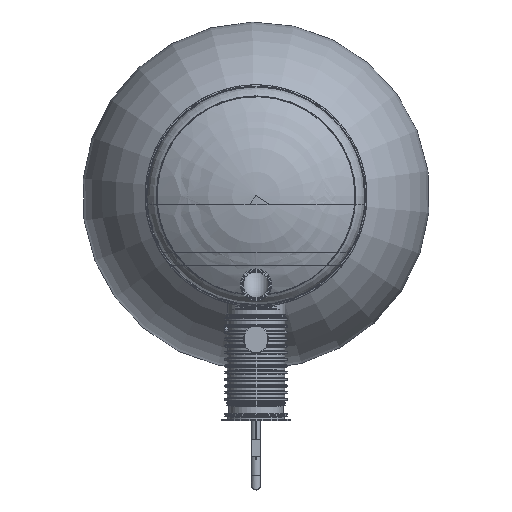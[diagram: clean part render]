
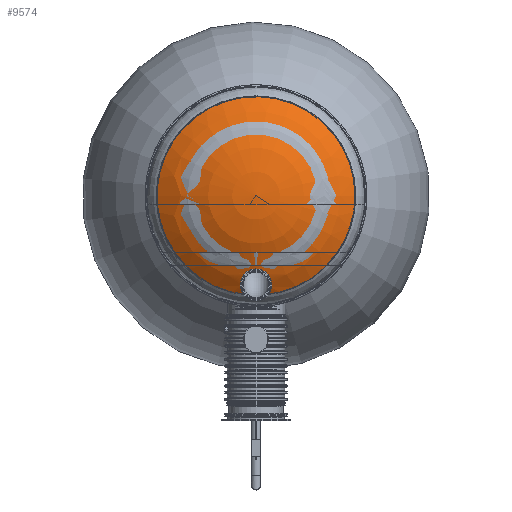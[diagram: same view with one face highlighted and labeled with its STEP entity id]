
A CAD part, left-side view. The second image highlights one B-rep face of the part: STEP entity #9574.
In plain terms, the highlighted toroidal (fillet/blend) face has major radius 3.957 mm and minor radius 2000 mm.
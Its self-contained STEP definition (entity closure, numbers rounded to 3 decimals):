
#1472=VERTEX_LOOP('',#5541);
#1474=DEGENERATE_TOROIDAL_SURFACE('',#10712,3.957,2000.,.F.);
#1486=B_SPLINE_CURVE_WITH_KNOTS('',3,(#15212,#15213,#15214,#15215,#15216,
#15217,#15218,#15219,#15220,#15221,#15222,#15223,#15224,#15225,#15226,#15227,
#15228,#15229,#15230,#15231,#15232,#15233,#15234,#15235,#15236,#15237,#15238,
#15239,#15240,#15241,#15242,#15243,#15244,#15245,#15246,#15247,#15248,#15249,
#15250,#15251,#15252,#15253,#15254,#15255,#15256,#15257,#15258,#15259,#15260,
#15261,#15262,#15263,#15264,#15265,#15266,#15267,#15268),.UNSPECIFIED.,
 .F.,.F.,(4,1,1,1,1,1,1,1,1,1,1,1,1,1,1,1,1,1,1,1,1,1,1,1,1,1,1,1,1,1,1,
1,1,1,1,1,1,1,1,1,1,1,1,1,1,1,1,1,1,1,1,1,1,1,4),(0.,0.026,
0.052,0.066,0.079,0.105,
0.118,0.131,0.157,0.184,
0.197,0.21,0.236,0.249,
0.262,0.276,0.289,0.302,
0.315,0.328,0.341,0.354,
0.367,0.38,0.387,0.394,
0.407,0.42,0.433,0.446,
0.459,0.472,0.485,0.492,
0.499,0.512,0.525,0.538,
0.551,0.564,0.577,0.59,
0.604,0.63,0.656,0.682,
0.695,0.709,0.722,0.735,
0.761,0.774,0.787,0.813,
0.84),.UNSPECIFIED.);
#1794=ORIENTED_EDGE('',*,*,#4291,.F.);
#1795=ORIENTED_EDGE('',*,*,#4292,.T.);
#4291=EDGE_CURVE('',#5539,#5540,#6498,.T.);
#4292=EDGE_CURVE('',#5539,#5540,#1486,.T.);
#5539=VERTEX_POINT('',#15210);
#5540=VERTEX_POINT('',#15211);
#5541=VERTEX_POINT('',#15269);
#6498=CIRCLE('',#10713,1151.714);
#7115=EDGE_LOOP('',(#1794,#1795));
#8268=FACE_BOUND('',#7115,.T.);
#8269=FACE_BOUND('',#1472,.T.);
#9574=ADVANCED_FACE('',(#8268,#8269),#1474,.F.);
#10712=AXIS2_PLACEMENT_3D('',#15208,#12085,#12086);
#10713=AXIS2_PLACEMENT_3D('',#15209,#12087,#12088);
#12085=DIRECTION('',(0.,0.,-1.));
#12086=DIRECTION('',(-1.,0.,0.));
#12087=DIRECTION('',(0.,0.,-1.));
#12088=DIRECTION('',(-1.,0.,0.));
#15208=CARTESIAN_POINT('',(0.,0.,-1552.241));
#15209=CARTESIAN_POINT('',(0.,0.,80.066));
#15210=CARTESIAN_POINT('',(102.42,1147.151,80.066));
#15211=CARTESIAN_POINT('',(-102.42,1147.151,80.066));
#15212=CARTESIAN_POINT('',(102.42,1147.151,80.066));
#15213=CARTESIAN_POINT('',(108.664,1141.806,83.442));
#15214=CARTESIAN_POINT('',(119.992,1130.426,90.609));
#15215=CARTESIAN_POINT('',(131.564,1114.698,100.447));
#15216=CARTESIAN_POINT('',(139.368,1101.175,108.858));
#15217=CARTESIAN_POINT('',(146.061,1087.292,117.46));
#15218=CARTESIAN_POINT('',(151.114,1072.999,126.265));
#15219=CARTESIAN_POINT('',(154.599,1058.299,135.267));
#15220=CARTESIAN_POINT('',(157.028,1043.286,144.424));
#15221=CARTESIAN_POINT('',(158.002,1024.546,155.784));
#15222=CARTESIAN_POINT('',(156.33,1005.861,167.024));
#15223=CARTESIAN_POINT('',(153.327,990.877,175.984));
#15224=CARTESIAN_POINT('',(149.228,976.126,184.772));
#15225=CARTESIAN_POINT('',(143.56,961.92,193.188));
#15226=CARTESIAN_POINT('',(136.268,948.235,201.254));
#15227=CARTESIAN_POINT('',(129.956,938.251,207.118));
#15228=CARTESIAN_POINT('',(122.744,928.562,212.791));
#15229=CARTESIAN_POINT('',(114.841,919.49,218.086));
#15230=CARTESIAN_POINT('',(106.211,910.989,223.035));
#15231=CARTESIAN_POINT('',(96.842,903.087,227.622));
#15232=CARTESIAN_POINT('',(86.708,895.813,231.834));
#15233=CARTESIAN_POINT('',(75.719,889.197,235.656));
#15234=CARTESIAN_POINT('',(64.294,883.532,238.923));
#15235=CARTESIAN_POINT('',(52.386,878.781,241.659));
#15236=CARTESIAN_POINT('',(42.059,875.61,243.482));
#15237=CARTESIAN_POINT('',(33.551,873.568,244.655));
#15238=CARTESIAN_POINT('',(24.847,871.862,245.635));
#15239=CARTESIAN_POINT('',(13.939,870.434,246.454));
#15240=CARTESIAN_POINT('',(0.797,869.82,246.807));
#15241=CARTESIAN_POINT('',(-12.382,870.3,246.532));
#15242=CARTESIAN_POINT('',(-25.655,871.914,245.605));
#15243=CARTESIAN_POINT('',(-38.507,874.595,244.066));
#15244=CARTESIAN_POINT('',(-50.988,878.292,241.94));
#15245=CARTESIAN_POINT('',(-61.103,882.222,239.678));
#15246=CARTESIAN_POINT('',(-68.958,885.849,237.587));
#15247=CARTESIAN_POINT('',(-76.559,889.744,235.34));
#15248=CARTESIAN_POINT('',(-85.649,895.124,232.232));
#15249=CARTESIAN_POINT('',(-95.894,902.348,228.05));
#15250=CARTESIAN_POINT('',(-105.533,910.366,223.397));
#15251=CARTESIAN_POINT('',(-114.315,918.93,218.413));
#15252=CARTESIAN_POINT('',(-122.297,928.012,213.113));
#15253=CARTESIAN_POINT('',(-129.497,937.585,207.509));
#15254=CARTESIAN_POINT('',(-135.945,947.674,201.584));
#15255=CARTESIAN_POINT('',(-143.358,961.468,193.455));
#15256=CARTESIAN_POINT('',(-150.544,979.326,182.878));
#15257=CARTESIAN_POINT('',(-155.949,1001.805,169.463));
#15258=CARTESIAN_POINT('',(-157.658,1020.548,158.189));
#15259=CARTESIAN_POINT('',(-157.428,1035.586,149.091));
#15260=CARTESIAN_POINT('',(-156.439,1046.904,142.217));
#15261=CARTESIAN_POINT('',(-154.626,1058.159,135.353));
#15262=CARTESIAN_POINT('',(-151.162,1072.838,126.364));
#15263=CARTESIAN_POINT('',(-146.127,1087.125,117.563));
#15264=CARTESIAN_POINT('',(-139.474,1100.975,108.982));
#15265=CARTESIAN_POINT('',(-131.658,1114.564,100.531));
#15266=CARTESIAN_POINT('',(-120.035,1130.384,90.636));
#15267=CARTESIAN_POINT('',(-108.677,1141.796,83.449));
#15268=CARTESIAN_POINT('',(-102.42,1147.151,80.066));
#15269=CARTESIAN_POINT('',(0.,0.,447.755));
